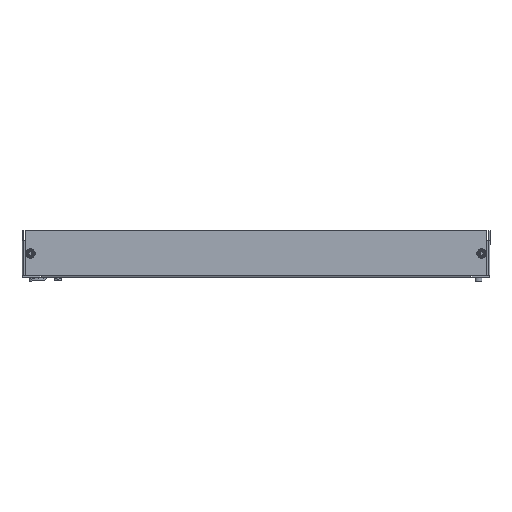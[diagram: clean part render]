
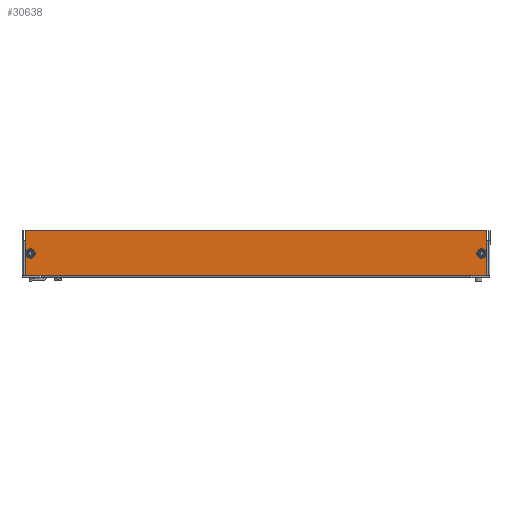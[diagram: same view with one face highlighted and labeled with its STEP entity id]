
A CAD part, front view. The second image highlights one B-rep face of the part: STEP entity #30638.
In plain terms, the highlighted face is planar.
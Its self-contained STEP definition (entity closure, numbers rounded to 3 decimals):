
#7854 = CARTESIAN_POINT ( 'NONE',  ( 333., 0.25, 0. ) ) ;
#7861 = CARTESIAN_POINT ( 'NONE',  ( 342., 0.25, 0. ) ) ;
#7871 = CARTESIAN_POINT ( 'NONE',  ( -345., 33.75, 0. ) ) ;
#7876 = CARTESIAN_POINT ( 'NONE',  ( 345., -33.75, 0. ) ) ;
#7878 = CARTESIAN_POINT ( 'NONE',  ( 345., 33.75, 0. ) ) ;
#7899 = CARTESIAN_POINT ( 'NONE',  ( -342., 0.25, 0. ) ) ;
#7910 = CARTESIAN_POINT ( 'NONE',  ( -321., 33.75, 0. ) ) ;
#7911 = CARTESIAN_POINT ( 'NONE',  ( -321., 33.65, 0. ) ) ;
#7915 = CARTESIAN_POINT ( 'NONE',  ( 321., 33.75, 0. ) ) ;
#8934 = CARTESIAN_POINT ( 'NONE',  ( -333., 0.25, 0. ) ) ;
#8944 = CARTESIAN_POINT ( 'NONE',  ( -345., -33.75, 0. ) ) ;
#8947 = CARTESIAN_POINT ( 'NONE',  ( 321., 33.65, 0. ) ) ;
#13031 = AXIS2_PLACEMENT_3D ( 'NONE', #25911, #25905, #25918 ) ;
#13143 = LINE ( 'NONE', #13154, #14535 ) ;
#13154 = CARTESIAN_POINT ( 'NONE',  ( -321., 33.75, 0. ) ) ;
#13155 = DIRECTION ( 'NONE',  ( 0., 1., 0. ) ) ;
#13156 = LINE ( 'NONE', #13157, #14474 ) ;
#13157 = CARTESIAN_POINT ( 'NONE',  ( -321., 33.75, 0. ) ) ;
#13158 = DIRECTION ( 'NONE',  ( -1., 0., 0. ) ) ;
#13159 = LINE ( 'NONE', #13161, #14470 ) ;
#13161 = CARTESIAN_POINT ( 'NONE',  ( -345., 33.75, 0. ) ) ;
#13162 = DIRECTION ( 'NONE',  ( 0., -1., 0. ) ) ;
#13164 = LINE ( 'NONE', #13165, #14467 ) ;
#13165 = CARTESIAN_POINT ( 'NONE',  ( -321., -33.75, 0. ) ) ;
#13166 = DIRECTION ( 'NONE',  ( 1., 0., 0. ) ) ;
#13167 = LINE ( 'NONE', #13168, #14460 ) ;
#13168 = CARTESIAN_POINT ( 'NONE',  ( 345., 33.75, 0. ) ) ;
#13170 = DIRECTION ( 'NONE',  ( 0., 1., 0. ) ) ;
#13171 = LINE ( 'NONE', #13172, #14458 ) ;
#13172 = CARTESIAN_POINT ( 'NONE',  ( 321., 33.75, 0. ) ) ;
#13173 = DIRECTION ( 'NONE',  ( -1., 0., 0. ) ) ;
#13174 = LINE ( 'NONE', #13175, #14455 ) ;
#13175 = CARTESIAN_POINT ( 'NONE',  ( 321., 33.75, 0. ) ) ;
#13176 = DIRECTION ( 'NONE',  ( 0., -1., 0. ) ) ;
#13177 = LINE ( 'NONE', #13178, #14454 ) ;
#13178 = CARTESIAN_POINT ( 'NONE',  ( -321., 33.65, 0. ) ) ;
#13179 = DIRECTION ( 'NONE',  ( 1., 0., 0. ) ) ;
#13182 = CARTESIAN_POINT ( 'NONE',  ( -337.5, 0.25, 0. ) ) ;
#13183 = DIRECTION ( 'NONE',  ( 0., 0., -1. ) ) ;
#13184 = DIRECTION ( 'NONE',  ( 1., 0., 0. ) ) ;
#13188 = CARTESIAN_POINT ( 'NONE',  ( 337.5, 0.25, 0. ) ) ;
#13189 = DIRECTION ( 'NONE',  ( 0., 0., -1. ) ) ;
#13190 = DIRECTION ( 'NONE',  ( 1., 0., 0. ) ) ;
#13233 = CARTESIAN_POINT ( 'NONE',  ( -337.5, 0.25, 0. ) ) ;
#13234 = DIRECTION ( 'NONE',  ( 0., 0., -1. ) ) ;
#13235 = DIRECTION ( 'NONE',  ( 1., 0., 0. ) ) ;
#13241 = CARTESIAN_POINT ( 'NONE',  ( 337.5, 0.25, 0. ) ) ;
#13242 = DIRECTION ( 'NONE',  ( 0., 0., -1. ) ) ;
#13243 = DIRECTION ( 'NONE',  ( 1., 0., 0. ) ) ;
#14393 = AXIS2_PLACEMENT_3D ( 'NONE', #13241, #13242, #13243 ) ;
#14398 = AXIS2_PLACEMENT_3D ( 'NONE', #13233, #13234, #13235 ) ;
#14400 = CIRCLE ( 'NONE', #14398, 4.5 ) ;
#14406 = CIRCLE ( 'NONE', #14393, 4.5 ) ;
#14442 = AXIS2_PLACEMENT_3D ( 'NONE', #13188, #13189, #13190 ) ;
#14445 = AXIS2_PLACEMENT_3D ( 'NONE', #13182, #13183, #13184 ) ;
#14452 = CIRCLE ( 'NONE', #14442, 4.5 ) ;
#14454 = VECTOR ( 'NONE', #13179, 1000. ) ;
#14455 = VECTOR ( 'NONE', #13176, 1000. ) ;
#14458 = VECTOR ( 'NONE', #13173, 1000. ) ;
#14460 = VECTOR ( 'NONE', #13170, 1000. ) ;
#14467 = VECTOR ( 'NONE', #13166, 1000. ) ;
#14470 = VECTOR ( 'NONE', #13162, 1000. ) ;
#14474 = VECTOR ( 'NONE', #13158, 1000. ) ;
#14503 = CIRCLE ( 'NONE', #14445, 4.5 ) ;
#14535 = VECTOR ( 'NONE', #13155, 1000. ) ;
#21443 = VERTEX_POINT ( 'NONE', #8934 ) ;
#21453 = VERTEX_POINT ( 'NONE', #8944 ) ;
#21456 = VERTEX_POINT ( 'NONE', #8947 ) ;
#21480 = VERTEX_POINT ( 'NONE', #7854 ) ;
#21487 = VERTEX_POINT ( 'NONE', #7861 ) ;
#21497 = VERTEX_POINT ( 'NONE', #7871 ) ;
#21502 = VERTEX_POINT ( 'NONE', #7876 ) ;
#21504 = VERTEX_POINT ( 'NONE', #7878 ) ;
#21525 = VERTEX_POINT ( 'NONE', #7899 ) ;
#21536 = VERTEX_POINT ( 'NONE', #7910 ) ;
#21537 = VERTEX_POINT ( 'NONE', #7911 ) ;
#21541 = VERTEX_POINT ( 'NONE', #7915 ) ;
#23341 = EDGE_CURVE ( 'NONE', #21537, #21536, #13143, .T. ) ;
#23342 = EDGE_CURVE ( 'NONE', #21536, #21497, #13156, .T. ) ;
#23343 = EDGE_CURVE ( 'NONE', #21497, #21453, #13159, .T. ) ;
#23344 = EDGE_CURVE ( 'NONE', #21453, #21502, #13164, .T. ) ;
#23345 = EDGE_CURVE ( 'NONE', #21502, #21504, #13167, .T. ) ;
#23346 = EDGE_CURVE ( 'NONE', #21504, #21541, #13171, .T. ) ;
#23347 = EDGE_CURVE ( 'NONE', #21541, #21456, #13174, .T. ) ;
#23348 = EDGE_CURVE ( 'NONE', #21537, #21456, #13177, .T. ) ;
#23349 = EDGE_CURVE ( 'NONE', #21525, #21443, #14503, .T. ) ;
#23350 = EDGE_CURVE ( 'NONE', #21480, #21487, #14452, .T. ) ;
#23364 = EDGE_CURVE ( 'NONE', #21443, #21525, #14400, .T. ) ;
#23366 = EDGE_CURVE ( 'NONE', #21487, #21480, #14406, .T. ) ;
#24250 = EDGE_LOOP ( 'NONE', ( #36833, #35525 ) ) ;
#24258 = EDGE_LOOP ( 'NONE', ( #36985, #35466, #35492, #36854, #36827, #35486, #35451, #35488 ) ) ;
#24259 = EDGE_LOOP ( 'NONE', ( #36967, #36856 ) ) ;
#25905 = DIRECTION ( 'NONE',  ( 0., 0., 1. ) ) ;
#25911 = CARTESIAN_POINT ( 'NONE',  ( -321., -33.75, 0. ) ) ;
#25912 = FACE_BOUND ( 'NONE', #24250, .T. ) ;
#25914 = FACE_BOUND ( 'NONE', #24259, .T. ) ;
#25915 = FACE_OUTER_BOUND ( 'NONE', #24258, .T. ) ;
#25916 = PLANE ( 'NONE',  #13031 ) ;
#25918 = DIRECTION ( 'NONE',  ( 1., 0., 0. ) ) ;
#30638 = ADVANCED_FACE ( 'NONE', ( #25912, #25914, #25915 ), #25916, .F. ) ;
#35451 = ORIENTED_EDGE ( 'NONE', *, *, #23342, .F. ) ;
#35466 = ORIENTED_EDGE ( 'NONE', *, *, #23347, .F. ) ;
#35486 = ORIENTED_EDGE ( 'NONE', *, *, #23343, .F. ) ;
#35488 = ORIENTED_EDGE ( 'NONE', *, *, #23341, .F. ) ;
#35492 = ORIENTED_EDGE ( 'NONE', *, *, #23346, .F. ) ;
#35525 = ORIENTED_EDGE ( 'NONE', *, *, #23350, .F. ) ;
#36827 = ORIENTED_EDGE ( 'NONE', *, *, #23344, .F. ) ;
#36833 = ORIENTED_EDGE ( 'NONE', *, *, #23366, .F. ) ;
#36854 = ORIENTED_EDGE ( 'NONE', *, *, #23345, .F. ) ;
#36856 = ORIENTED_EDGE ( 'NONE', *, *, #23349, .F. ) ;
#36967 = ORIENTED_EDGE ( 'NONE', *, *, #23364, .F. ) ;
#36985 = ORIENTED_EDGE ( 'NONE', *, *, #23348, .T. ) ;
